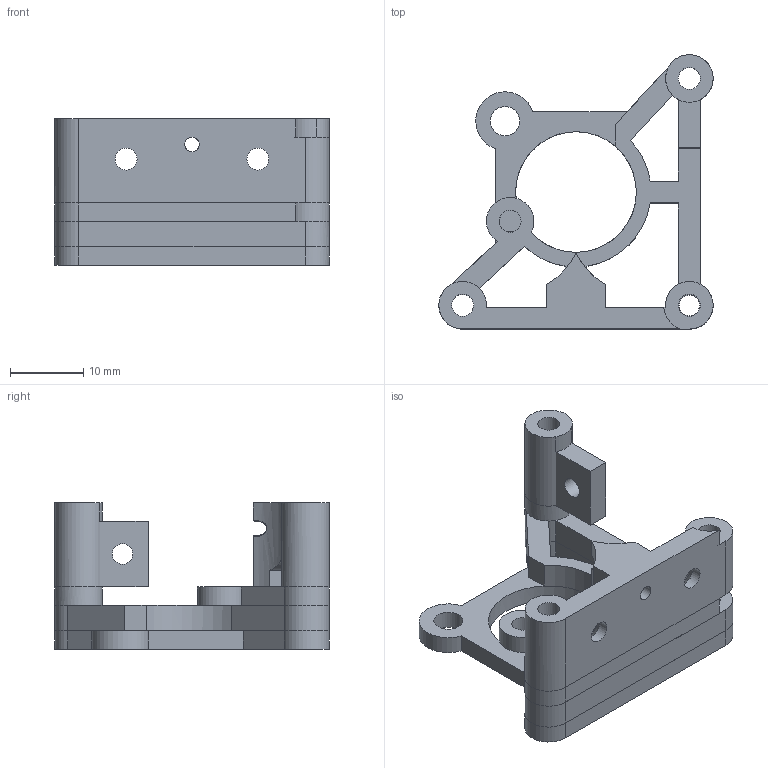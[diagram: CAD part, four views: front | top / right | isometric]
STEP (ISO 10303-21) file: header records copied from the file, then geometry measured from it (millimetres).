
FILE_DESCRIPTION(('FreeCAD Model'),'2;1');
FILE_NAME('Open CASCADE Shape Model','2023-12-26T10:39:37',('Author'),( ''),'Open CASCADE STEP processor 7.6','FreeCAD','Unknown');
FILE_SCHEMA(('AUTOMOTIVE_DESIGN { 1 0 10303 214 1 1 1 1 }'));
Length unit declared in the file: millimetre
Products named in the file (1): Fillet
Bounding box: 37.5 x 37.5 x 20 mm (x, y, z)
Volume: 5254.2 mm3; surface area: 5272.9 mm2
Topology: 1 solids, 1 shells, 136 faces, 354 edges, 214 vertices
Faces by surface type: plane 75, cylinder 56, bspline 3, cone 2
Full cylindrical faces by diameter (mm): 2 x1, 2.8 x2, 3 x13, 4 x1, 6.5 x1, 16.5 x1
Entity records: 5413 total; most frequent: CARTESIAN_POINT 1976, DIRECTION 729, ORIENTED_EDGE 706, EDGE_CURVE 353, AXIS2_PLACEMENT_3D 253, LINE 223, VECTOR 223, VERTEX_POINT 214
